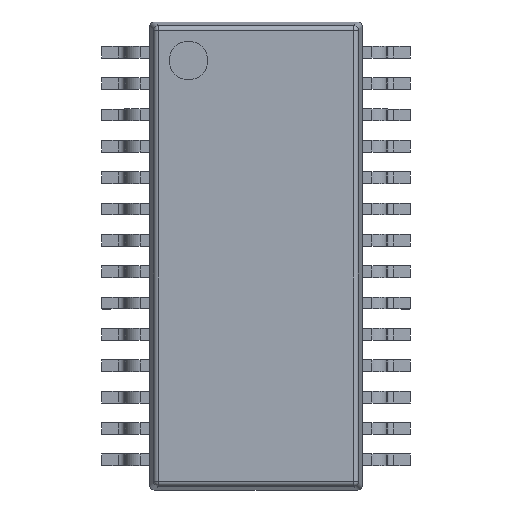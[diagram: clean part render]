
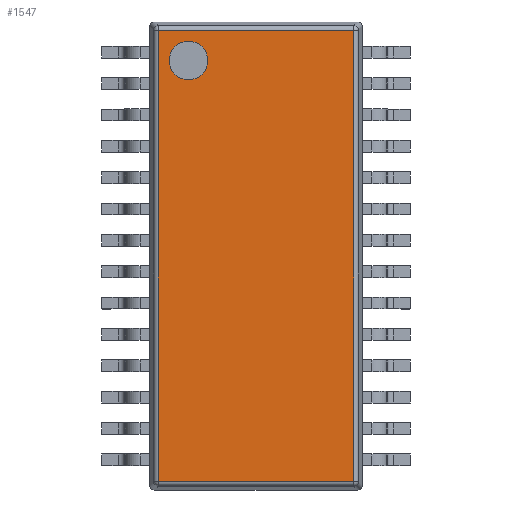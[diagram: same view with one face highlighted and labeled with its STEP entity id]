
A CAD part, top view. The second image highlights one B-rep face of the part: STEP entity #1547.
In plain terms, the highlighted face is planar.
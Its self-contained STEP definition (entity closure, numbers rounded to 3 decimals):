
#1240=VERTEX_POINT('',#1241);
#1241=CARTESIAN_POINT('',(2.023,0.45,-4.673));
#1248=EDGE_CURVE('',#1240,#1249,#1251,.F.);
#1249=VERTEX_POINT('',#1250);
#1250=CARTESIAN_POINT('',(2.023,0.45,4.673));
#1251=LINE('',#1252,#1253);
#1252=CARTESIAN_POINT('',(2.023,0.45,4.673));
#1253=VECTOR('',#1254,1.0);
#1254=DIRECTION('',(0.0,0.0,-1.0));
#1298=EDGE_CURVE('',#1249,#1299,#1301,.F.);
#1299=VERTEX_POINT('',#1300);
#1300=CARTESIAN_POINT('',(-2.023,0.45,4.673));
#1301=LINE('',#1302,#1303);
#1302=CARTESIAN_POINT('',(-2.023,0.45,4.673));
#1303=VECTOR('',#1304,1.0);
#1304=DIRECTION('',(1.0,0.0,0.0));
#1426=EDGE_CURVE('',#1299,#1427,#1429,.F.);
#1427=VERTEX_POINT('',#1428);
#1428=CARTESIAN_POINT('',(-2.023,0.45,-4.673));
#1429=LINE('',#1430,#1431);
#1430=CARTESIAN_POINT('',(-2.023,0.45,-4.673));
#1431=VECTOR('',#1432,1.0);
#1432=DIRECTION('',(0.0,0.0,1.0));
#1537=EDGE_CURVE('',#1427,#1240,#1538,.F.);
#1538=LINE('',#1539,#1540);
#1539=CARTESIAN_POINT('',(2.023,0.45,-4.673));
#1540=VECTOR('',#1541,1.0);
#1541=DIRECTION('',(-1.0,0.0,0.0));
#1547=ADVANCED_FACE('',(#1548,#1554),#1574,.T.);
#1548=FACE_BOUND('',#1549,.T.);
#1549=EDGE_LOOP('',(#1550,#1551,#1552,#1553));
#1550=ORIENTED_EDGE('',*,*,#1298,.F.);
#1551=ORIENTED_EDGE('',*,*,#1248,.F.);
#1552=ORIENTED_EDGE('',*,*,#1537,.F.);
#1553=ORIENTED_EDGE('',*,*,#1426,.F.);
#1554=FACE_BOUND('',#1555,.T.);
#1555=EDGE_LOOP('',(#1556,#1567));
#1556=ORIENTED_EDGE('',*,*,#1557,.T.);
#1557=EDGE_CURVE('',#1558,#1560,#1562,.T.);
#1558=VERTEX_POINT('',#1559);
#1559=CARTESIAN_POINT('',(-1.8,0.45,-4.05));
#1560=VERTEX_POINT('',#1561);
#1561=CARTESIAN_POINT('',(-1.0,0.45,-4.05));
#1562=CIRCLE('',#1563,0.4);
#1563=AXIS2_PLACEMENT_3D('',#1564,#1565,#1566);
#1564=CARTESIAN_POINT('',(-1.4,0.45,-4.05));
#1565=DIRECTION('',(0.0,-1.0,0.0));
#1566=DIRECTION('',(-1.0,0.0,0.0));
#1567=ORIENTED_EDGE('',*,*,#1568,.T.);
#1568=EDGE_CURVE('',#1560,#1558,#1569,.T.);
#1569=CIRCLE('',#1570,0.4);
#1570=AXIS2_PLACEMENT_3D('',#1571,#1572,#1573);
#1571=CARTESIAN_POINT('',(-1.4,0.45,-4.05));
#1572=DIRECTION('',(0.0,-1.0,0.0));
#1573=DIRECTION('',(1.0,0.0,0.0));
#1574=PLANE('',#1575);
#1575=AXIS2_PLACEMENT_3D('',#1576,#1577,#1578);
#1576=CARTESIAN_POINT('',(0.0,0.45,0.0));
#1577=DIRECTION('',(0.0,1.0,0.0));
#1578=DIRECTION('',(1.0,0.0,0.0));
